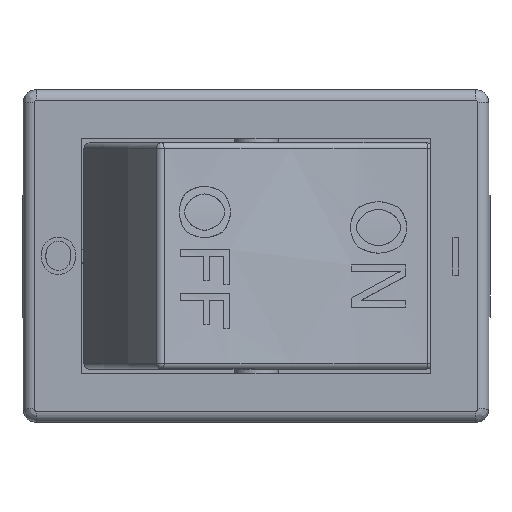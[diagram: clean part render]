
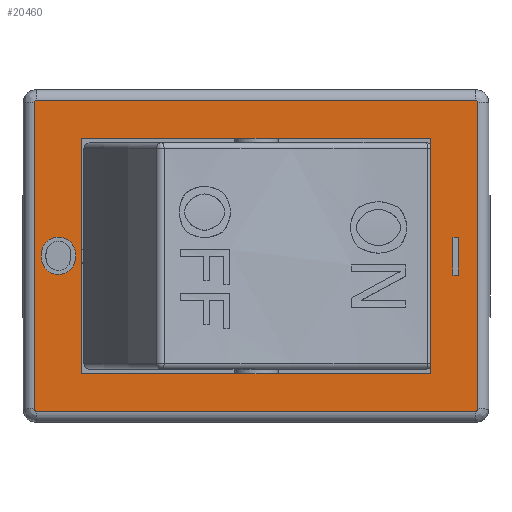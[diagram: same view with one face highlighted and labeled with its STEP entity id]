
A CAD part, top view. The second image highlights one B-rep face of the part: STEP entity #20460.
In plain terms, the highlighted planar face has unit normal (0, 0, 1).
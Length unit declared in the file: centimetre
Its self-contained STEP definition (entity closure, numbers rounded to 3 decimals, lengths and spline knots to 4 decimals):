
#1086=B_SPLINE_CURVE_WITH_KNOTS('',2,(#37177,#37178,#37179,#37180),
 .UNSPECIFIED.,.F.,.F.,(3,1,3),(0.,1.,2.),.UNSPECIFIED.);
#1088=B_SPLINE_CURVE_WITH_KNOTS('',2,(#37194,#37195,#37196),
 .UNSPECIFIED.,.F.,.F.,(3,3),(0.,1.),.UNSPECIFIED.);
#1090=B_SPLINE_CURVE_WITH_KNOTS('',2,(#37209,#37210,#37211),
 .UNSPECIFIED.,.F.,.F.,(3,3),(0.,1.),.UNSPECIFIED.);
#1092=B_SPLINE_CURVE_WITH_KNOTS('',2,(#37224,#37225,#37226),
 .UNSPECIFIED.,.F.,.F.,(3,3),(0.,1.),.UNSPECIFIED.);
#1094=B_SPLINE_CURVE_WITH_KNOTS('',2,(#37239,#37240,#37241),
 .UNSPECIFIED.,.F.,.F.,(3,3),(0.,1.),.UNSPECIFIED.);
#1096=B_SPLINE_CURVE_WITH_KNOTS('',2,(#37254,#37255,#37256,#37257),
 .UNSPECIFIED.,.F.,.F.,(3,1,3),(0.,1.,2.),.UNSPECIFIED.);
#1257=FACE_BOUND('',#3459,.T.);
#1258=FACE_BOUND('',#3460,.T.);
#1259=FACE_BOUND('',#3461,.T.);
#1373=CIRCLE('',#21362,0.01);
#1374=CIRCLE('',#21363,0.01);
#1375=CIRCLE('',#21364,0.01);
#1376=CIRCLE('',#21365,0.01);
#2263=FACE_OUTER_BOUND('',#3458,.T.);
#3458=EDGE_LOOP('',(#17499,#17500,#17501,#17502,#17503,#17504,#17505,#17506));
#3459=EDGE_LOOP('',(#17507,#17508,#17509,#17510));
#3460=EDGE_LOOP('',(#17511,#17512,#17513,#17514));
#3461=EDGE_LOOP('',(#17515,#17516,#17517,#17518,#17519,#17520));
#5328=LINE('',#37266,#7443);
#5332=LINE('',#37273,#7447);
#5335=LINE('',#37279,#7450);
#5337=LINE('',#37282,#7452);
#5338=LINE('',#37287,#7453);
#5339=LINE('',#37291,#7454);
#5340=LINE('',#37295,#7455);
#5341=LINE('',#37299,#7456);
#5342=LINE('',#37303,#7457);
#5343=LINE('',#37305,#7458);
#5344=LINE('',#37307,#7459);
#5345=LINE('',#37308,#7460);
#7443=VECTOR('',#24388,1.);
#7447=VECTOR('',#24394,1.);
#7450=VECTOR('',#24399,1.);
#7452=VECTOR('',#24403,1.);
#7453=VECTOR('',#24408,1.);
#7454=VECTOR('',#24411,1.);
#7455=VECTOR('',#24414,1.);
#7456=VECTOR('',#24417,1.);
#7457=VECTOR('',#24420,1.);
#7458=VECTOR('',#24421,1.);
#7459=VECTOR('',#24422,1.);
#7460=VECTOR('',#24423,1.);
#9605=VERTEX_POINT('',#37174);
#9606=VERTEX_POINT('',#37176);
#9608=VERTEX_POINT('',#37192);
#9610=VERTEX_POINT('',#37207);
#9612=VERTEX_POINT('',#37222);
#9614=VERTEX_POINT('',#37237);
#9617=VERTEX_POINT('',#37263);
#9618=VERTEX_POINT('',#37265);
#9620=VERTEX_POINT('',#37271);
#9622=VERTEX_POINT('',#37277);
#9623=VERTEX_POINT('',#37285);
#9624=VERTEX_POINT('',#37286);
#9625=VERTEX_POINT('',#37288);
#9626=VERTEX_POINT('',#37290);
#9627=VERTEX_POINT('',#37292);
#9628=VERTEX_POINT('',#37294);
#9629=VERTEX_POINT('',#37296);
#9630=VERTEX_POINT('',#37298);
#9631=VERTEX_POINT('',#37301);
#9632=VERTEX_POINT('',#37302);
#9633=VERTEX_POINT('',#37304);
#9634=VERTEX_POINT('',#37306);
#12328=EDGE_CURVE('',#9606,#9605,#1086,.T.);
#12332=EDGE_CURVE('',#9605,#9608,#1088,.T.);
#12335=EDGE_CURVE('',#9608,#9610,#1090,.T.);
#12338=EDGE_CURVE('',#9610,#9612,#1092,.T.);
#12341=EDGE_CURVE('',#9612,#9614,#1094,.T.);
#12343=EDGE_CURVE('',#9614,#9606,#1096,.T.);
#12346=EDGE_CURVE('',#9618,#9617,#5328,.T.);
#12350=EDGE_CURVE('',#9617,#9620,#5332,.T.);
#12353=EDGE_CURVE('',#9620,#9622,#5335,.T.);
#12355=EDGE_CURVE('',#9622,#9618,#5337,.T.);
#12356=EDGE_CURVE('',#9623,#9624,#5338,.T.);
#12357=EDGE_CURVE('',#9625,#9623,#1373,.T.);
#12358=EDGE_CURVE('',#9626,#9625,#5339,.T.);
#12359=EDGE_CURVE('',#9627,#9626,#1374,.T.);
#12360=EDGE_CURVE('',#9628,#9627,#5340,.T.);
#12361=EDGE_CURVE('',#9629,#9628,#1375,.T.);
#12362=EDGE_CURVE('',#9630,#9629,#5341,.T.);
#12363=EDGE_CURVE('',#9624,#9630,#1376,.T.);
#12364=EDGE_CURVE('',#9631,#9632,#5342,.T.);
#12365=EDGE_CURVE('',#9632,#9633,#5343,.T.);
#12366=EDGE_CURVE('',#9633,#9634,#5344,.T.);
#12367=EDGE_CURVE('',#9634,#9631,#5345,.T.);
#17499=ORIENTED_EDGE('',*,*,#12356,.F.);
#17500=ORIENTED_EDGE('',*,*,#12357,.F.);
#17501=ORIENTED_EDGE('',*,*,#12358,.F.);
#17502=ORIENTED_EDGE('',*,*,#12359,.F.);
#17503=ORIENTED_EDGE('',*,*,#12360,.F.);
#17504=ORIENTED_EDGE('',*,*,#12361,.F.);
#17505=ORIENTED_EDGE('',*,*,#12362,.F.);
#17506=ORIENTED_EDGE('',*,*,#12363,.F.);
#17507=ORIENTED_EDGE('',*,*,#12364,.T.);
#17508=ORIENTED_EDGE('',*,*,#12365,.T.);
#17509=ORIENTED_EDGE('',*,*,#12366,.T.);
#17510=ORIENTED_EDGE('',*,*,#12367,.T.);
#17511=ORIENTED_EDGE('',*,*,#12346,.T.);
#17512=ORIENTED_EDGE('',*,*,#12350,.T.);
#17513=ORIENTED_EDGE('',*,*,#12353,.T.);
#17514=ORIENTED_EDGE('',*,*,#12355,.T.);
#17515=ORIENTED_EDGE('',*,*,#12328,.T.);
#17516=ORIENTED_EDGE('',*,*,#12332,.T.);
#17517=ORIENTED_EDGE('',*,*,#12335,.T.);
#17518=ORIENTED_EDGE('',*,*,#12338,.T.);
#17519=ORIENTED_EDGE('',*,*,#12341,.T.);
#17520=ORIENTED_EDGE('',*,*,#12343,.T.);
#19430=PLANE('',#21361);
#20460=ADVANCED_FACE('',(#2263,#1257,#1258,#1259),#19430,.T.);
#21361=AXIS2_PLACEMENT_3D('',#37284,#24406,#24407);
#21362=AXIS2_PLACEMENT_3D('',#37289,#24409,#24410);
#21363=AXIS2_PLACEMENT_3D('',#37293,#24412,#24413);
#21364=AXIS2_PLACEMENT_3D('',#37297,#24415,#24416);
#21365=AXIS2_PLACEMENT_3D('',#37300,#24418,#24419);
#24388=DIRECTION('',(1.,0.,0.));
#24394=DIRECTION('',(0.,-1.,0.));
#24399=DIRECTION('',(-1.,0.,0.));
#24403=DIRECTION('',(0.,1.,0.));
#24406=DIRECTION('center_axis',(0.,0.,
1.));
#24407=DIRECTION('ref_axis',(1.,0.,0.));
#24408=DIRECTION('',(0.,1.,0.));
#24409=DIRECTION('center_axis',(0.,0.,
-1.));
#24410=DIRECTION('ref_axis',(-0.707,-0.707,0.));
#24411=DIRECTION('',(-1.,0.,0.));
#24412=DIRECTION('center_axis',(0.,0.,
-1.));
#24413=DIRECTION('ref_axis',(0.707,-0.707,0.));
#24414=DIRECTION('',(0.,-1.,0.));
#24415=DIRECTION('center_axis',(0.,0.,
-1.));
#24416=DIRECTION('ref_axis',(0.707,0.707,0.));
#24417=DIRECTION('',(1.,0.,0.));
#24418=DIRECTION('center_axis',(0.,0.,
-1.));
#24419=DIRECTION('ref_axis',(-0.707,0.707,0.));
#24420=DIRECTION('',(0.,-1.,0.));
#24421=DIRECTION('',(-1.,0.,0.));
#24422=DIRECTION('',(0.,1.,0.));
#24423=DIRECTION('',(1.,0.,0.));
#37174=CARTESIAN_POINT('',(-0.9681,0.0005,1.6));
#37176=CARTESIAN_POINT('',(-0.8915,-0.0831,1.6));
#37177=CARTESIAN_POINT('Ctrl Pts',(-0.8915,-0.0831,
1.6));
#37178=CARTESIAN_POINT('Ctrl Pts',(-0.9258,-0.0831,
1.6));
#37179=CARTESIAN_POINT('Ctrl Pts',(-0.9681,-0.0368,
1.6));
#37180=CARTESIAN_POINT('Ctrl Pts',(-0.9681,0.0005,
1.6));
#37192=CARTESIAN_POINT('',(-0.9488,0.0596,1.6));
#37194=CARTESIAN_POINT('Ctrl Pts',(-0.9681,0.0005,
1.6));
#37195=CARTESIAN_POINT('Ctrl Pts',(-0.9681,0.0365,
1.6));
#37196=CARTESIAN_POINT('Ctrl Pts',(-0.9488,0.0596,
1.6));
#37207=CARTESIAN_POINT('',(-0.8913,0.0841,1.6));
#37209=CARTESIAN_POINT('Ctrl Pts',(-0.9488,0.0596,
1.6));
#37210=CARTESIAN_POINT('Ctrl Pts',(-0.9277,0.0841,
1.6));
#37211=CARTESIAN_POINT('Ctrl Pts',(-0.8913,0.0841,
1.6));
#37222=CARTESIAN_POINT('',(-0.8329,0.0587,1.6));
#37224=CARTESIAN_POINT('Ctrl Pts',(-0.8913,0.0841,
1.6));
#37225=CARTESIAN_POINT('Ctrl Pts',(-0.8542,0.0841,
1.6));
#37226=CARTESIAN_POINT('Ctrl Pts',(-0.8329,0.0587,
1.6));
#37237=CARTESIAN_POINT('',(-0.8136,-0.0009,1.6));
#37239=CARTESIAN_POINT('Ctrl Pts',(-0.8329,0.0587,
1.6));
#37240=CARTESIAN_POINT('Ctrl Pts',(-0.8136,0.0355,
1.6));
#37241=CARTESIAN_POINT('Ctrl Pts',(-0.8136,-0.0009,
1.6));
#37254=CARTESIAN_POINT('Ctrl Pts',(-0.8136,-0.0009,
1.6));
#37255=CARTESIAN_POINT('Ctrl Pts',(-0.8136,-0.0377,
1.6));
#37256=CARTESIAN_POINT('Ctrl Pts',(-0.8564,-0.0831,
1.6));
#37257=CARTESIAN_POINT('Ctrl Pts',(-0.8915,-0.0831,
1.6));
#37263=CARTESIAN_POINT('',(0.9129,0.0836,1.6));
#37265=CARTESIAN_POINT('',(0.8881,0.0836,1.6));
#37266=CARTESIAN_POINT('',(0.4441,0.0836,1.6));
#37271=CARTESIAN_POINT('',(0.9129,-0.0864,1.6));
#37273=CARTESIAN_POINT('',(0.9129,0.0418,1.6));
#37277=CARTESIAN_POINT('',(0.8881,-0.0864,1.6));
#37279=CARTESIAN_POINT('',(0.4564,-0.0864,1.6));
#37282=CARTESIAN_POINT('',(0.8881,-0.0432,1.6));
#37284=CARTESIAN_POINT('Origin',(0.,0.,
1.6));
#37285=CARTESIAN_POINT('',(-1.,-0.69,1.6));
#37286=CARTESIAN_POINT('',(-1.,0.69,1.6));
#37287=CARTESIAN_POINT('',(-1.,-0.345,1.6));
#37288=CARTESIAN_POINT('',(-0.99,-0.7,1.6));
#37289=CARTESIAN_POINT('Origin',(-0.99,-0.69,1.6));
#37290=CARTESIAN_POINT('',(0.99,-0.7,1.6));
#37291=CARTESIAN_POINT('',(0.495,-0.7,1.6));
#37292=CARTESIAN_POINT('',(1.,-0.69,1.6));
#37293=CARTESIAN_POINT('Origin',(0.99,-0.69,1.6));
#37294=CARTESIAN_POINT('',(1.,0.69,1.6));
#37295=CARTESIAN_POINT('',(1.,0.345,1.6));
#37296=CARTESIAN_POINT('',(0.99,0.7,1.6));
#37297=CARTESIAN_POINT('Origin',(0.99,0.69,1.6));
#37298=CARTESIAN_POINT('',(-0.99,0.7,1.6));
#37299=CARTESIAN_POINT('',(-0.495,0.7,1.6));
#37300=CARTESIAN_POINT('Origin',(-0.99,0.69,1.6));
#37301=CARTESIAN_POINT('',(0.785,0.53,1.6));
#37302=CARTESIAN_POINT('',(0.785,-0.53,1.6));
#37303=CARTESIAN_POINT('',(0.785,-0.265,1.6));
#37304=CARTESIAN_POINT('',(-0.785,-0.53,1.6));
#37305=CARTESIAN_POINT('',(-0.3925,-0.53,1.6));
#37306=CARTESIAN_POINT('',(-0.785,0.53,1.6));
#37307=CARTESIAN_POINT('',(-0.785,0.265,1.6));
#37308=CARTESIAN_POINT('',(0.3925,0.53,1.6));
